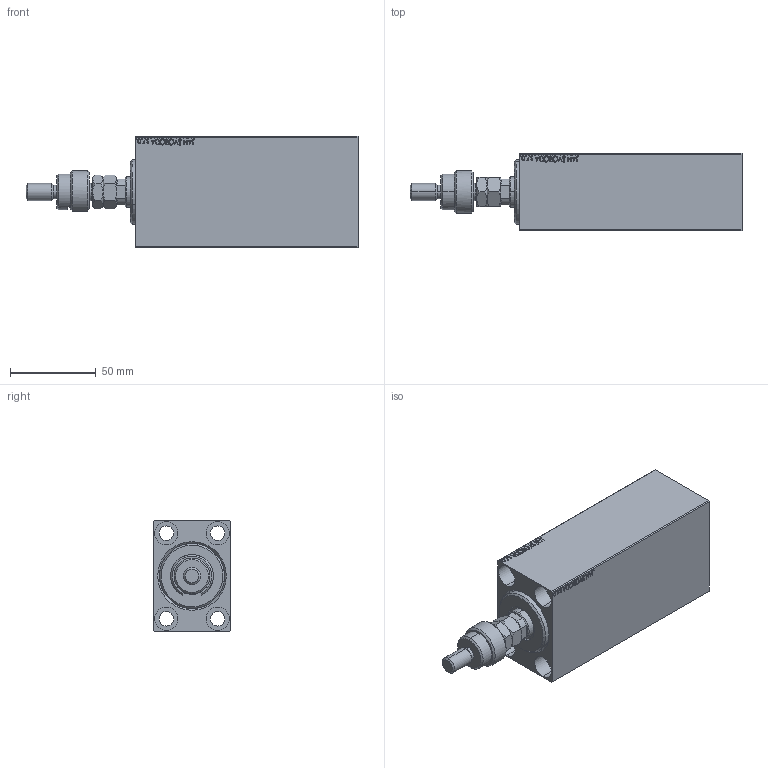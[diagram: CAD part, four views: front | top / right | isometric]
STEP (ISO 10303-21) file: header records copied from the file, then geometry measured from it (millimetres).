
FILE_DESCRIPTION (( 'STEP AP203' ), '1' );
FILE_NAME ('79d4.STEP', '2022-05-04T13:03:44', ( '' ), ( '' ), 'SwSTEP 2.0', 'SolidWorks 2019', '' );
FILE_SCHEMA (( 'CONFIG_CONTROL_DESIGN' ));
Length unit declared in the file: millimetre
Products named in the file (7): MFA 32e2581edd45112f00f231fccb1d4a85; 79d4; V450CM_VC_B 32e2581edd45112f00f231fccb1d4a85; V450CM_C_Body 32e2581edd45112f00f231fccb1d4a85; FEMALE_PART_FOR_DFA 32e2581edd45112f00f231fccb1d4a85; DFA 32e2581edd45112f00f231fccb1d4a85; V450CM_C_VCP 32e2581edd45112f00f231fccb1d4a85
Assembly tree (6 placements, depth 3):
  79d4
    V450CM_C_Body 32e2581edd45112f00f231fccb1d4a85
    V450CM_C_VCP 32e2581edd45112f00f231fccb1d4a85
    V450CM_VC_B 32e2581edd45112f00f231fccb1d4a85
    DFA 32e2581edd45112f00f231fccb1d4a85
      FEMALE_PART_FOR_DFA 32e2581edd45112f00f231fccb1d4a85
      MFA 32e2581edd45112f00f231fccb1d4a85
Bounding box: 194 x 45 x 65 mm (x, y, z)
Volume: 337582 mm3; surface area: 80809.7 mm2
Topology: 5 solids, 5 shells, 947 faces, 2395 edges, 1571 vertices
Faces by surface type: plane 436, bspline 380, cylinder 73, cone 54, torus 4
Entity records: 46838 total; most frequent: CARTESIAN_POINT 25859, ORIENTED_EDGE 4786, DIRECTION 2921, EDGE_CURVE 2393, VERTEX_POINT 1571, LINE 1363, VECTOR 1363, EDGE_LOOP 1076
